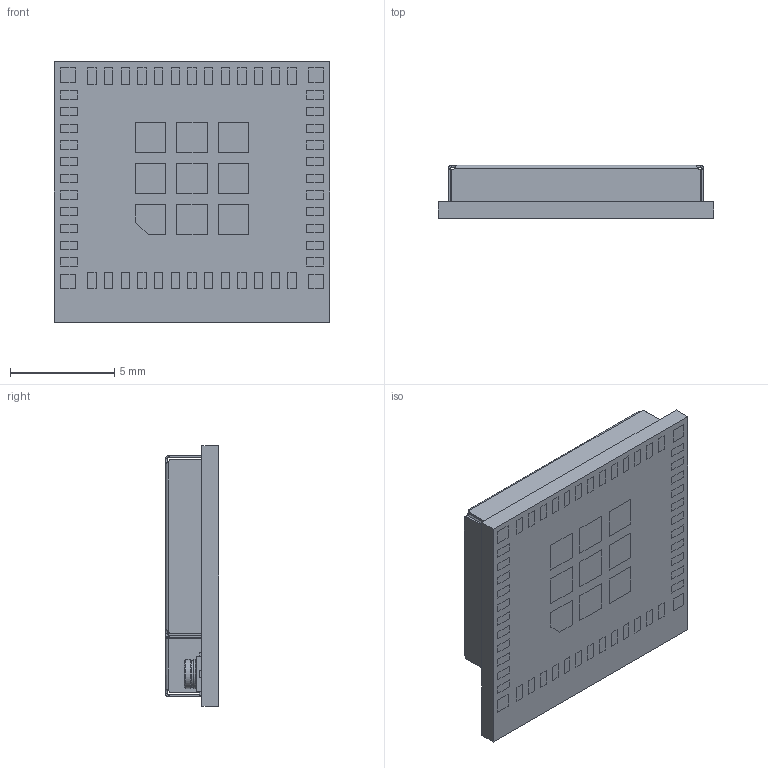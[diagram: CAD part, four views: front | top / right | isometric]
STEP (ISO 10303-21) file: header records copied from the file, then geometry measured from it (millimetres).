
FILE_DESCRIPTION (( 'STEP AP214' ), '1' );
FILE_NAME ('ESP32-C3-MINI-1U-N4.STEP', '2022-03-10T17:03:00', ( '' ), ( '' ), 'SwSTEP 2.0', 'SolidWorks 2017', '' );
FILE_SCHEMA (( 'AUTOMOTIVE_DESIGN' ));
Length unit declared in the file: millimetre
Products named in the file (1): ESP32-C3-MINI-1U-N4
Bounding box: 13.2 x 2.55 x 12.5 mm (x, y, z)
Volume: 153.7 mm3; surface area: 948.8 mm2
Topology: 70 solids, 70 shells, 826 faces, 1809 edges, 1184 vertices
Faces by surface type: plane 755, cylinder 45, bspline 12, cone 12, torus 2
Entity records: 22968 total; most frequent: CARTESIAN_POINT 4136, ORIENTED_EDGE 3618, DIRECTION 3473, EDGE_CURVE 1809, VECTOR 1687, LINE 1687, VERTEX_POINT 1184, AXIS2_PLACEMENT_3D 893
